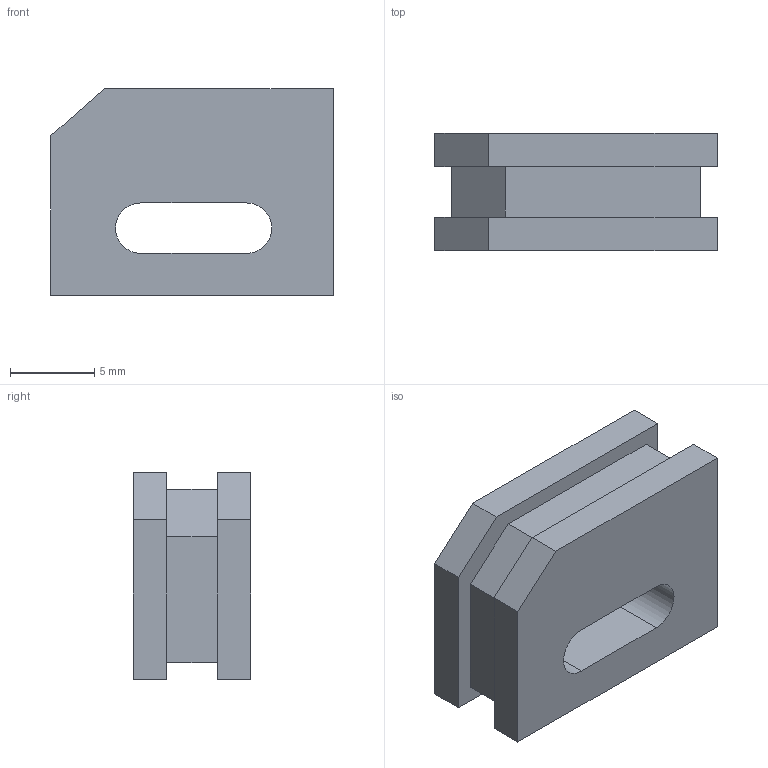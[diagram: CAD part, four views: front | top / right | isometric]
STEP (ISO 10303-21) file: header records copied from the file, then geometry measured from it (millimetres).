
FILE_DESCRIPTION(/* description */ (''),/* implementation_level */ '2;1');
FILE_NAME(/* name */ 'Wii USB C Plug v8.step',/* time_stamp */ '2023-04-01T21:10:56-05:00',/* author */ (''),/* organization */ (''),/* preprocessor_version */ 'ST-DEVELOPER v19.2',/* originating_system */ 'Autodesk Translation Framework v11.17.0.187',/* authorisation */ '');
FILE_SCHEMA (('AUTOMOTIVE_DESIGN { 1 0 10303 214 3 1 1 }'));
Length unit declared in the file: millimetre
Products named in the file (1): Plug v6
Bounding box: 16.8 x 7 x 12.3 mm (x, y, z)
Volume: 963.2 mm3; surface area: 1064.1 mm2
Topology: 1 solids, 1 shells, 29 faces, 73 edges, 48 vertices
Faces by surface type: plane 27, cylinder 2
Entity records: 892 total; most frequent: CARTESIAN_POINT 151, ORIENTED_EDGE 146, DIRECTION 137, EDGE_CURVE 73, LINE 69, VECTOR 69, VERTEX_POINT 48, AXIS2_PLACEMENT_3D 34
